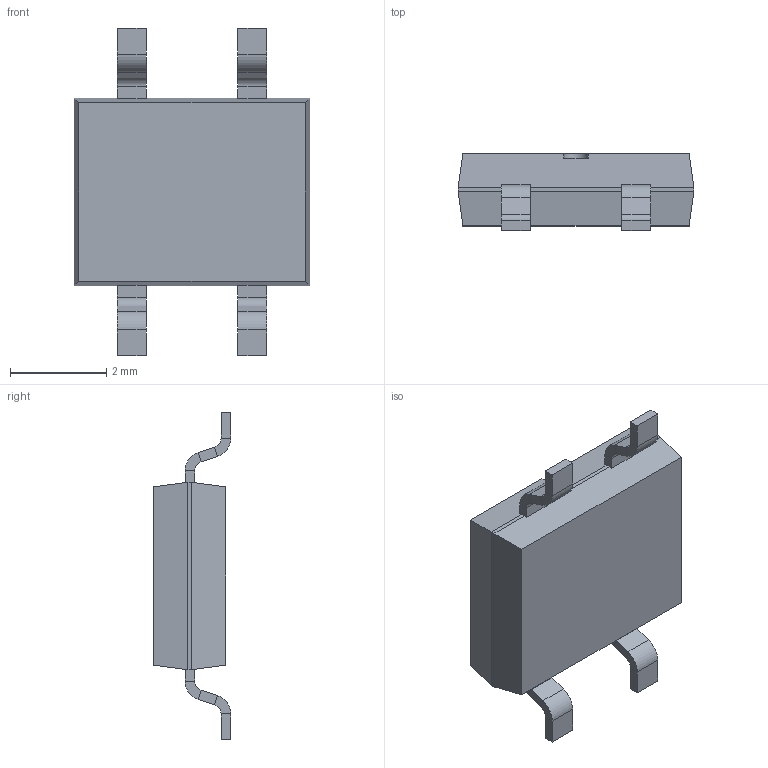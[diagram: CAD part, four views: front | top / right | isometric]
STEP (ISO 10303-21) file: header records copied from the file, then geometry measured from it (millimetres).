
FILE_DESCRIPTION (( 'STEP AP214' ), '1' );
FILE_NAME ('EC184B71-4DD1-4377-A94F-0E0F469B52C0.STEP', '2022-08-26T14:52:57', ( '' ), ( '' ), 'SwSTEP 2.0', 'SolidWorks 2022', '' );
FILE_SCHEMA (( 'AUTOMOTIVE_DESIGN' ));
Length unit declared in the file: millimetre
Products named in the file (1): EC184B71-4DD1-4377-A94F-0E0F469B52C0
Bounding box: 4.9 x 1.61 x 6.8 mm (x, y, z)
Volume: 28.3 mm3; surface area: 73.5 mm2
Topology: 1 solids, 1 shells, 341 faces, 897 edges, 574 vertices
Faces by surface type: plane 249, bspline 75, cylinder 17
Entity records: 14088 total; most frequent: CARTESIAN_POINT 5894, ORIENTED_EDGE 1794, DIRECTION 1313, EDGE_CURVE 897, LINE 711, VECTOR 711, VERTEX_POINT 574, EDGE_LOOP 357
